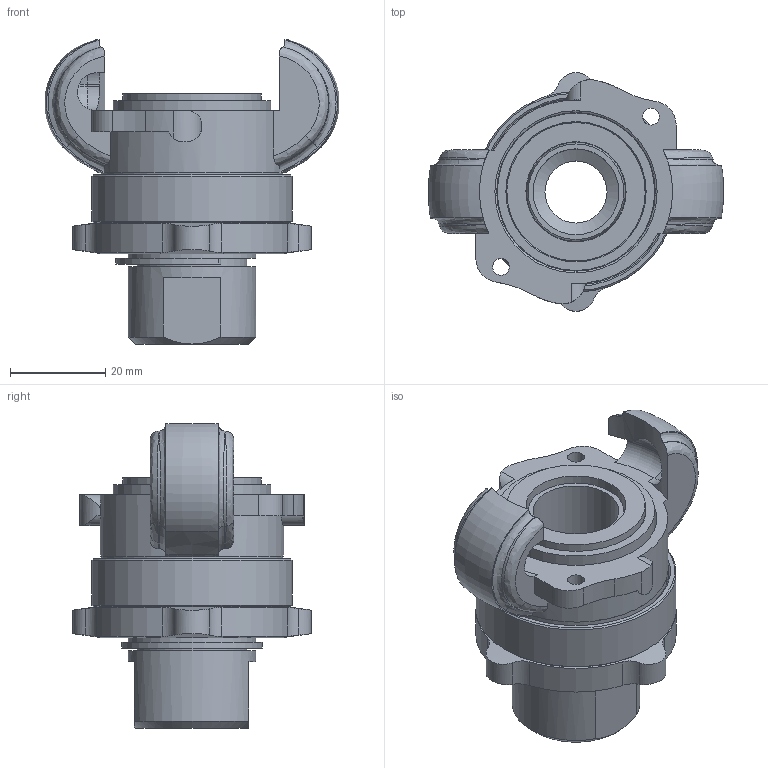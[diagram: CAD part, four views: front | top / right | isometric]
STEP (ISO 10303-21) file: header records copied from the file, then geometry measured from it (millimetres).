
FILE_DESCRIPTION(/* description */ ('MODY-SCHRAUBKUPPLUNG'),/* implementation_level */ '2;1');
FILE_NAME(/* name */ 'ssci_38_npt.stp',/* time_stamp */ '2020-04-08T13:21:30+02:00',/* author */ ('meier'),/* organization */ (''),/* preprocessor_version */ 'ST-DEVELOPER v17',/* originating_system */ 'Autodesk Inventor 2018',/* authorisation */ '47006,97 mm^3');
FILE_SCHEMA (('AUTOMOTIVE_DESIGN { 1 0 10303 214 3 1 1 }'));
Length unit declared in the file: millimetre
Products named in the file (9): LUE_00025622; ENG-009098; SSCK 10-F; ENG-006650; 20050819B0000003-00; SSGR 10-F; ENG-010222; 20070924B0000000-00; 20050602B0000005-00
Assembly tree (8 placements, depth 4):
  LUE_00025622
    ENG-009098
      SSCK 10-F
      ENG-006650
        20050819B0000003-00
        SSGR 10-F
    ENG-010222
    20070924B0000000-00
    20050602B0000005-00
Bounding box: 61.84 x 50 x 63.85 mm (x, y, z)
Volume: 46601.3 mm3; surface area: 29082.5 mm2
Topology: 6 solids, 7 shells, 186 faces, 509 edges, 348 vertices
Faces by surface type: cylinder 80, plane 51, bspline 26, cone 17, torus 12
Full cylindrical faces by diameter (mm): 3.5 x2, 13 x1, 15 x1, 18 x1, 20.7 x1, 21 x1, 23 x1, 26.8 x2, 27.5 x1, 29 x2, 30 x2, 30.291 x1, 31 x1, 33 x1, 33.249 x1, 34 x1, 37.9 x1, 38 x2, 39 x1, 42 x1
Entity records: 8238 total; most frequent: CARTESIAN_POINT 3092, ORIENTED_EDGE 1018, DIRECTION 953, EDGE_CURVE 509, AXIS2_PLACEMENT_3D 399, VERTEX_POINT 348, CIRCLE 222, EDGE_LOOP 211
